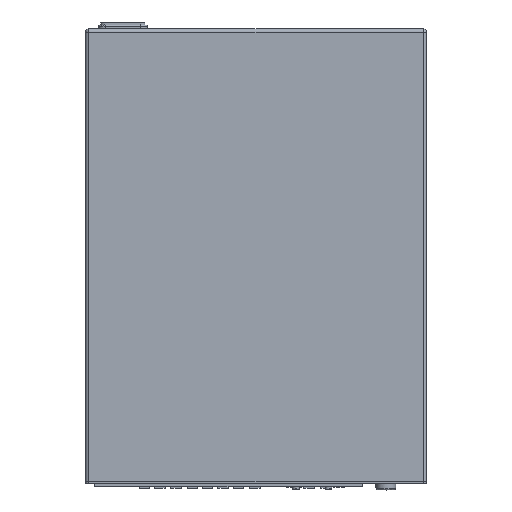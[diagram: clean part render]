
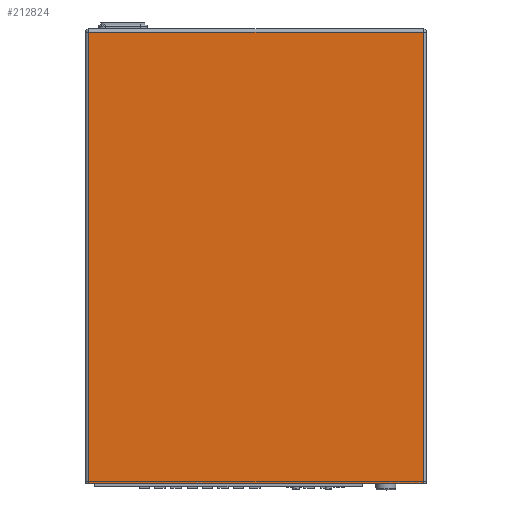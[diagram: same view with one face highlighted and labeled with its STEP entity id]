
A CAD part, top view. The second image highlights one B-rep face of the part: STEP entity #212824.
In plain terms, the highlighted free-form (B-spline) face has degree [1, 1] with [2, 2] control points.
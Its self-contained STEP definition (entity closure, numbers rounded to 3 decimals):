
#212824 = ADVANCED_FACE('',(#212825),#212855,.T.);
#212825 = FACE_BOUND('',#212826,.T.);
#212826 = EDGE_LOOP('',(#212827,#212836,#212843,#212850));
#212827 = ORIENTED_EDGE('',*,*,#212828,.T.);
#212828 = EDGE_CURVE('',#212829,#212831,#212833,.T.);
#212829 = VERTEX_POINT('',#212830);
#212830 = CARTESIAN_POINT('',(178.192,-112.625,
    71.666));
#212831 = VERTEX_POINT('',#212832);
#212832 = CARTESIAN_POINT('',(178.192,122.15,
    71.666));
#212833 = B_SPLINE_CURVE_WITH_KNOTS('',1,(#212834,#212835),
  .UNSPECIFIED.,.F.,.F.,(2,2),(0.,278.),.PIECEWISE_BEZIER_KNOTS.);
#212834 = CARTESIAN_POINT('',(178.192,-112.625,
    71.666));
#212835 = CARTESIAN_POINT('',(178.192,122.15,
    71.666));
#212836 = ORIENTED_EDGE('',*,*,#212837,.T.);
#212837 = EDGE_CURVE('',#212831,#212838,#212840,.T.);
#212838 = VERTEX_POINT('',#212839);
#212839 = CARTESIAN_POINT('',(4.223,122.15,
    71.666));
#212840 = B_SPLINE_CURVE_WITH_KNOTS('',1,(#212841,#212842),
  .UNSPECIFIED.,.F.,.F.,(2,2),(0.,206.),.PIECEWISE_BEZIER_KNOTS.);
#212841 = CARTESIAN_POINT('',(178.192,122.15,
    71.666));
#212842 = CARTESIAN_POINT('',(4.223,122.15,
    71.666));
#212843 = ORIENTED_EDGE('',*,*,#212844,.T.);
#212844 = EDGE_CURVE('',#212838,#212845,#212847,.T.);
#212845 = VERTEX_POINT('',#212846);
#212846 = CARTESIAN_POINT('',(4.223,-112.625,
    71.666));
#212847 = B_SPLINE_CURVE_WITH_KNOTS('',1,(#212848,#212849),
  .UNSPECIFIED.,.F.,.F.,(2,2),(0.,278.),.PIECEWISE_BEZIER_KNOTS.);
#212848 = CARTESIAN_POINT('',(4.223,122.15,
    71.666));
#212849 = CARTESIAN_POINT('',(4.223,-112.625,
    71.666));
#212850 = ORIENTED_EDGE('',*,*,#212851,.T.);
#212851 = EDGE_CURVE('',#212845,#212829,#212852,.T.);
#212852 = B_SPLINE_CURVE_WITH_KNOTS('',1,(#212853,#212854),
  .UNSPECIFIED.,.F.,.F.,(2,2),(0.,206.),.PIECEWISE_BEZIER_KNOTS.);
#212853 = CARTESIAN_POINT('',(4.223,-112.625,
    71.666));
#212854 = CARTESIAN_POINT('',(178.192,-112.625,
    71.666));
#212855 = B_SPLINE_SURFACE_WITH_KNOTS('',1,1,(
    (#212856,#212857)
    ,(#212858,#212859
  )),.UNSPECIFIED.,.F.,.F.,.F.,(2,2),(2,2),(-278.,0.),(-103.,103.),
  .PIECEWISE_BEZIER_KNOTS.);
#212856 = CARTESIAN_POINT('',(4.223,122.15,
    71.666));
#212857 = CARTESIAN_POINT('',(178.192,122.15,
    71.666));
#212858 = CARTESIAN_POINT('',(4.223,-112.625,
    71.666));
#212859 = CARTESIAN_POINT('',(178.192,-112.625,
    71.666));
